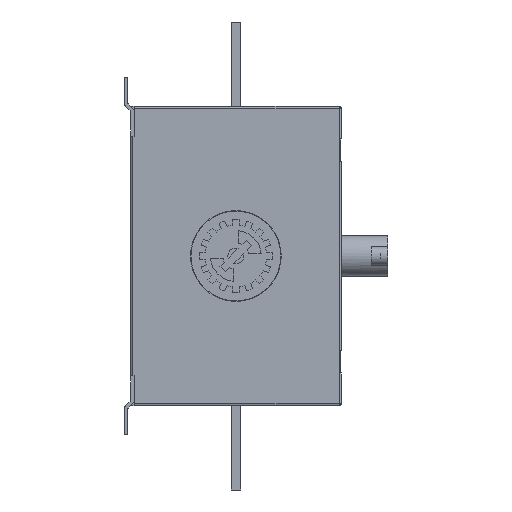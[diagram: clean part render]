
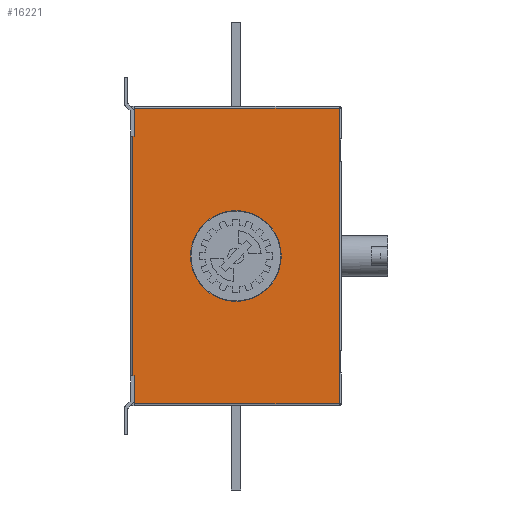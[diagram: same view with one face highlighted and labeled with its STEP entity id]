
A CAD part, left-side view. The second image highlights one B-rep face of the part: STEP entity #16221.
In plain terms, the highlighted planar face has unit normal (-1, 0, 0).
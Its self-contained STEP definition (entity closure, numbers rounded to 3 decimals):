
#38 = ORIENTED_EDGE ( 'NONE', *, *, #15983, .F. ) ;
#212 = EDGE_CURVE ( 'NONE', #9041, #5333, #397, .T. ) ;
#275 = VERTEX_POINT ( 'NONE', #18242 ) ;
#284 = EDGE_CURVE ( 'NONE', #6056, #7625, #5321, .T. ) ;
#303 = CARTESIAN_POINT ( 'NONE',  ( -78., 149.25, -2.5 ) ) ;
#325 = AXIS2_PLACEMENT_3D ( 'NONE', #11272, #12589, #18471 ) ;
#397 = LINE ( 'NONE', #6290, #3578 ) ;
#1234 = CIRCLE ( 'NONE', #16998, 24.25 ) ;
#1679 = DIRECTION ( 'NONE',  ( 0., -1., 0. ) ) ;
#2158 = CARTESIAN_POINT ( 'NONE',  ( -78., 61., -57.75 ) ) ;
#2641 = EDGE_CURVE ( 'NONE', #3651, #7625, #16393, .T. ) ;
#2798 = CARTESIAN_POINT ( 'NONE',  ( -78., 45., -56.75 ) ) ;
#2979 = CARTESIAN_POINT ( 'NONE',  ( -78., 205., -56.75 ) ) ;
#3365 = CARTESIAN_POINT ( 'NONE',  ( -78., 189., -56.75 ) ) ;
#3578 = VECTOR ( 'NONE', #12087, 1000. ) ;
#3651 = VERTEX_POINT ( 'NONE', #12224 ) ;
#4780 = EDGE_LOOP ( 'NONE', ( #11418, #9273, #17452, #5971, #13729, #11369, #14578, #16832 ) ) ;
#4897 = EDGE_CURVE ( 'NONE', #275, #9041, #10221, .T. ) ;
#4975 = DIRECTION ( 'NONE',  ( 0., 0., -1. ) ) ;
#5063 = ORIENTED_EDGE ( 'NONE', *, *, #15706, .F. ) ;
#5235 = CARTESIAN_POINT ( 'NONE',  ( -78., 61., -57.75 ) ) ;
#5321 = LINE ( 'NONE', #5235, #14803 ) ;
#5333 = VERTEX_POINT ( 'NONE', #17418 ) ;
#5656 = DIRECTION ( 'NONE',  ( 0., 1., 0. ) ) ;
#5971 = ORIENTED_EDGE ( 'NONE', *, *, #12401, .F. ) ;
#6056 = VERTEX_POINT ( 'NONE', #7798 ) ;
#6151 = DIRECTION ( 'NONE',  ( 0., 0., -1. ) ) ;
#6290 = CARTESIAN_POINT ( 'NONE',  ( -78., 204., 53.75 ) ) ;
#6312 = CARTESIAN_POINT ( 'NONE',  ( -78., 100.75, -2.5 ) ) ;
#6332 = VECTOR ( 'NONE', #11454, 1000. ) ;
#6499 = EDGE_LOOP ( 'NONE', ( #5063, #38 ) ) ;
#7624 = CIRCLE ( 'NONE', #325, 24.25 ) ;
#7625 = VERTEX_POINT ( 'NONE', #2158 ) ;
#7794 = VECTOR ( 'NONE', #5656, 1000. ) ;
#7798 = CARTESIAN_POINT ( 'NONE',  ( -78., 189., -57.75 ) ) ;
#8223 = EDGE_CURVE ( 'NONE', #15459, #275, #17932, .T. ) ;
#8591 = LINE ( 'NONE', #2798, #13920 ) ;
#8674 = VERTEX_POINT ( 'NONE', #12771 ) ;
#8689 = FACE_BOUND ( 'NONE', #6499, .T. ) ;
#9041 = VERTEX_POINT ( 'NONE', #13603 ) ;
#9180 = CARTESIAN_POINT ( 'NONE',  ( -78., 61., -56.75 ) ) ;
#9247 = LINE ( 'NONE', #3365, #10975 ) ;
#9273 = ORIENTED_EDGE ( 'NONE', *, *, #284, .T. ) ;
#9391 = VECTOR ( 'NONE', #6151, 1000. ) ;
#9505 = DIRECTION ( 'NONE',  ( 0., -1., 0. ) ) ;
#9791 = VECTOR ( 'NONE', #18018, 1000. ) ;
#10221 = LINE ( 'NONE', #17350, #6332 ) ;
#10975 = VECTOR ( 'NONE', #4975, 1000. ) ;
#11139 = EDGE_CURVE ( 'NONE', #8674, #6056, #9247, .T. ) ;
#11272 = CARTESIAN_POINT ( 'NONE',  ( -78., 125., -2.5 ) ) ;
#11369 = ORIENTED_EDGE ( 'NONE', *, *, #4897, .T. ) ;
#11418 = ORIENTED_EDGE ( 'NONE', *, *, #11139, .T. ) ;
#11452 = DIRECTION ( 'NONE',  ( 1., 0., 0. ) ) ;
#11454 = DIRECTION ( 'NONE',  ( 0., 1., 0. ) ) ;
#12087 = DIRECTION ( 'NONE',  ( 0., 0., -1. ) ) ;
#12224 = CARTESIAN_POINT ( 'NONE',  ( -78., 61., -56.75 ) ) ;
#12401 = EDGE_CURVE ( 'NONE', #15459, #3651, #8591, .T. ) ;
#12589 = DIRECTION ( 'NONE',  ( -1., 0., 0. ) ) ;
#12771 = CARTESIAN_POINT ( 'NONE',  ( -78., 189., -56.75 ) ) ;
#12876 = LINE ( 'NONE', #2979, #7794 ) ;
#12879 = PLANE ( 'NONE',  #13686 ) ;
#13155 = DIRECTION ( 'NONE',  ( 0., 1., 0. ) ) ;
#13268 = CARTESIAN_POINT ( 'NONE',  ( -78., 125., -2.5 ) ) ;
#13470 = CARTESIAN_POINT ( 'NONE',  ( -78., 46., 53.75 ) ) ;
#13603 = CARTESIAN_POINT ( 'NONE',  ( -78., 204., 52.75 ) ) ;
#13686 = AXIS2_PLACEMENT_3D ( 'NONE', #18671, #11452, #17237 ) ;
#13729 = ORIENTED_EDGE ( 'NONE', *, *, #8223, .T. ) ;
#13920 = VECTOR ( 'NONE', #13155, 1000. ) ;
#14304 = FACE_OUTER_BOUND ( 'NONE', #4780, .T. ) ;
#14500 = DIRECTION ( 'NONE',  ( -1., 0., 0. ) ) ;
#14578 = ORIENTED_EDGE ( 'NONE', *, *, #212, .T. ) ;
#14803 = VECTOR ( 'NONE', #9505, 1000. ) ;
#15190 = VERTEX_POINT ( 'NONE', #6312 ) ;
#15459 = VERTEX_POINT ( 'NONE', #17493 ) ;
#15706 = EDGE_CURVE ( 'NONE', #15190, #17435, #1234, .T. ) ;
#15983 = EDGE_CURVE ( 'NONE', #17435, #15190, #7624, .T. ) ;
#16221 = ADVANCED_FACE ( 'NONE', ( #8689, #14304 ), #12879, .F. ) ;
#16393 = LINE ( 'NONE', #9180, #9391 ) ;
#16832 = ORIENTED_EDGE ( 'NONE', *, *, #18439, .F. ) ;
#16998 = AXIS2_PLACEMENT_3D ( 'NONE', #13268, #14500, #1679 ) ;
#17237 = DIRECTION ( 'NONE',  ( 0., 0., 1. ) ) ;
#17350 = CARTESIAN_POINT ( 'NONE',  ( -78., 45., 52.75 ) ) ;
#17418 = CARTESIAN_POINT ( 'NONE',  ( -78., 204., -56.75 ) ) ;
#17435 = VERTEX_POINT ( 'NONE', #303 ) ;
#17452 = ORIENTED_EDGE ( 'NONE', *, *, #2641, .F. ) ;
#17493 = CARTESIAN_POINT ( 'NONE',  ( -78., 46., -56.75 ) ) ;
#17932 = LINE ( 'NONE', #13470, #9791 ) ;
#18018 = DIRECTION ( 'NONE',  ( 0., 0., 1. ) ) ;
#18242 = CARTESIAN_POINT ( 'NONE',  ( -78., 46., 52.75 ) ) ;
#18439 = EDGE_CURVE ( 'NONE', #8674, #5333, #12876, .T. ) ;
#18471 = DIRECTION ( 'NONE',  ( 0., -1., 0. ) ) ;
#18671 = CARTESIAN_POINT ( 'NONE',  ( -78., 45., 53.75 ) ) ;
